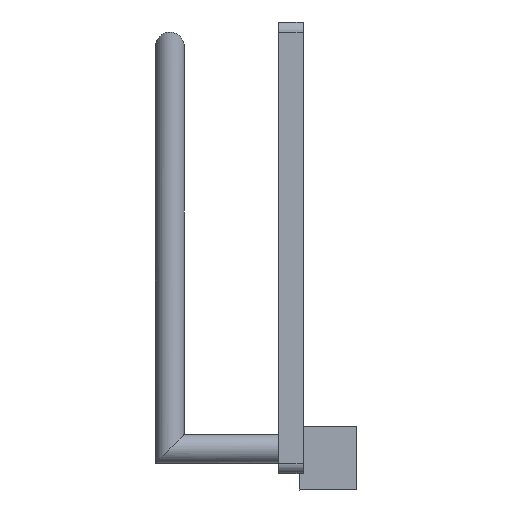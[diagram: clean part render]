
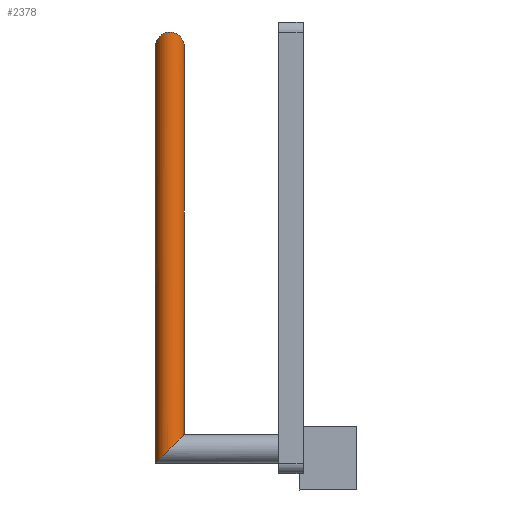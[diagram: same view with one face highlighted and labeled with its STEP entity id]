
A CAD part, left-side view. The second image highlights one B-rep face of the part: STEP entity #2378.
In plain terms, the highlighted cylindrical face has radius 3.505 mm (diameter 7.01 mm), a partial arc.
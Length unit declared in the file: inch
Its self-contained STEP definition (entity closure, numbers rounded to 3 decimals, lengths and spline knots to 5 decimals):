
#746=DIRECTION('',(0.,0.,1.));
#747=VECTOR('',#746,3.721);
#748=CARTESIAN_POINT('',(-5.764,1.43683,0.532));
#749=LINE('',#748,#747);
#766=CARTESIAN_POINT('',(-5.764,1.71283,0.256));
#767=CARTESIAN_POINT('',(-5.76886,1.71283,0.256));
#768=CARTESIAN_POINT('',(-5.77866,1.71231,0.25652));
#769=CARTESIAN_POINT('',(-5.79336,1.70994,0.25888));
#770=CARTESIAN_POINT('',(-5.80797,1.70594,0.26289));
#771=CARTESIAN_POINT('',(-5.82268,1.70007,0.26875));
#772=CARTESIAN_POINT('',(-5.8371,1.69228,0.27655));
#773=CARTESIAN_POINT('',(-5.85125,1.68223,0.28659));
#774=CARTESIAN_POINT('',(-5.86463,1.66987,0.29895));
#775=CARTESIAN_POINT('',(-5.87693,1.65496,0.31386));
#776=CARTESIAN_POINT('',(-5.88747,1.63761,0.33121));
#777=CARTESIAN_POINT('',(-5.89565,1.61804,0.35079));
#778=CARTESIAN_POINT('',(-5.9008,1.59692,0.3719));
#779=CARTESIAN_POINT('',(-5.902,1.58227,0.38655));
#780=CARTESIAN_POINT('',(-5.902,1.57483,0.394));
#782=DIRECTION('',(0.,0.,1.));
#783=VECTOR('',#782,3.997);
#784=CARTESIAN_POINT('',(-5.764,1.71283,0.256));
#785=LINE('',#784,#783);
#786=CARTESIAN_POINT('',(-5.902,1.57483,0.394));
#787=CARTESIAN_POINT('',(-5.902,1.56738,0.40145));
#788=CARTESIAN_POINT('',(-5.9008,1.55273,0.4161));
#789=CARTESIAN_POINT('',(-5.89565,1.53161,0.43721));
#790=CARTESIAN_POINT('',(-5.88747,1.51204,0.45679));
#791=CARTESIAN_POINT('',(-5.87693,1.49469,0.47414));
#792=CARTESIAN_POINT('',(-5.86463,1.47978,0.48905));
#793=CARTESIAN_POINT('',(-5.85125,1.46742,0.50141));
#794=CARTESIAN_POINT('',(-5.8371,1.45737,0.51145));
#795=CARTESIAN_POINT('',(-5.82268,1.44958,0.51925));
#796=CARTESIAN_POINT('',(-5.80797,1.44371,0.52511));
#797=CARTESIAN_POINT('',(-5.79336,1.43971,0.52912));
#798=CARTESIAN_POINT('',(-5.77866,1.43734,0.53148));
#799=CARTESIAN_POINT('',(-5.76886,1.43683,0.532));
#800=CARTESIAN_POINT('',(-5.764,1.43683,0.532));
#802=CARTESIAN_POINT('',(-5.764,1.71283,4.253));
#803=CARTESIAN_POINT('',(-5.77144,1.71283,4.26044));
#804=CARTESIAN_POINT('',(-5.78606,1.71163,4.27506));
#805=CARTESIAN_POINT('',(-5.80712,1.7065,4.29612));
#806=CARTESIAN_POINT('',(-5.82662,1.69838,4.31562));
#807=CARTESIAN_POINT('',(-5.84402,1.68784,4.33302));
#808=CARTESIAN_POINT('',(-5.85891,1.67559,4.34791));
#809=CARTESIAN_POINT('',(-5.8713,1.66221,4.3603));
#810=CARTESIAN_POINT('',(-5.88134,1.64811,4.37034));
#811=CARTESIAN_POINT('',(-5.88919,1.63363,4.37819));
#812=CARTESIAN_POINT('',(-5.89503,1.61904,4.38403));
#813=CARTESIAN_POINT('',(-5.89911,1.60425,4.38811));
#814=CARTESIAN_POINT('',(-5.90147,1.58963,4.39047));
#815=CARTESIAN_POINT('',(-5.90227,1.57483,4.39127));
#816=CARTESIAN_POINT('',(-5.90147,1.56003,4.39047));
#817=CARTESIAN_POINT('',(-5.89911,1.5454,4.38811));
#818=CARTESIAN_POINT('',(-5.89503,1.53061,4.38403));
#819=CARTESIAN_POINT('',(-5.88919,1.51602,4.37819));
#820=CARTESIAN_POINT('',(-5.88134,1.50154,4.37034));
#821=CARTESIAN_POINT('',(-5.8713,1.48745,4.3603));
#822=CARTESIAN_POINT('',(-5.85891,1.47406,4.34791));
#823=CARTESIAN_POINT('',(-5.84402,1.46181,4.33302));
#824=CARTESIAN_POINT('',(-5.82662,1.45127,4.31562));
#825=CARTESIAN_POINT('',(-5.80712,1.44315,4.29612));
#826=CARTESIAN_POINT('',(-5.78606,1.43802,4.27506));
#827=CARTESIAN_POINT('',(-5.77144,1.43683,4.26044));
#828=CARTESIAN_POINT('',(-5.764,1.43683,4.253));
#1310=VERTEX_POINT('',#802);
#1311=VERTEX_POINT('',#828);
#1312=CARTESIAN_POINT('',(-5.764,1.71283,0.256));
#1313=VERTEX_POINT('',#1312);
#1314=CARTESIAN_POINT('',(-5.764,1.43683,0.532));
#1315=VERTEX_POINT('',#1314);
#1316=VERTEX_POINT('',#780);
#2365=CARTESIAN_POINT('',(-5.764,1.57483,0.394));
#2366=DIRECTION('',(0.,0.,1.));
#2367=DIRECTION('',(0.,1.,0.));
#2368=AXIS2_PLACEMENT_3D('',#2365,#2366,#2367);
#2369=CYLINDRICAL_SURFACE('',#2368,0.138);
#2370=ORIENTED_EDGE('',*,*,#2325,.F.);
#2371=ORIENTED_EDGE('',*,*,#2359,.T.);
#2373=ORIENTED_EDGE('',*,*,#2372,.T.);
#2374=ORIENTED_EDGE('',*,*,#2355,.F.);
#2375=ORIENTED_EDGE('',*,*,#2327,.F.);
#2376=EDGE_LOOP('',(#2370,#2371,#2373,#2374,#2375));
#2377=FACE_OUTER_BOUND('',#2376,.F.);
#2378=ADVANCED_FACE('',(#2377),#2369,.T.);
#781=B_SPLINE_CURVE_WITH_KNOTS('',3,(#766,#767,#768,#769,#770,#771,#772,#773,
#774,#775,#776,#777,#778,#779,#780),.UNSPECIFIED.,.F.,.F.,(4,1,1,1,1,1,1,1,1,1,
1,1,4),(0.,0.08333,0.16667,0.25,0.33333,
0.41667,0.5,0.58333,0.66667,0.75,
0.83333,0.91667,1.),.UNSPECIFIED.);
#801=B_SPLINE_CURVE_WITH_KNOTS('',3,(#786,#787,#788,#789,#790,#791,#792,#793,
#794,#795,#796,#797,#798,#799,#800),.UNSPECIFIED.,.F.,.F.,(4,1,1,1,1,1,1,1,1,1,
1,1,4),(0.,0.08333,0.16667,0.25,0.33333,
0.41667,0.5,0.58333,0.66667,0.75,
0.83333,0.91667,1.),.UNSPECIFIED.);
#829=B_SPLINE_CURVE_WITH_KNOTS('',3,(#802,#803,#804,#805,#806,#807,#808,#809,
#810,#811,#812,#813,#814,#815,#816,#817,#818,#819,#820,#821,#822,#823,#824,#825,
#826,#827,#828),.UNSPECIFIED.,.F.,.F.,(4,1,1,1,1,1,1,1,1,1,1,1,1,1,1,1,1,1,1,1,
1,1,1,1,4),(0.,0.04167,0.08333,0.125,0.16667,
0.20833,0.25,0.29167,0.33333,0.375,
0.41667,0.45833,0.5,0.54167,0.58333,
0.625,0.66667,0.70833,0.75,0.79167,
0.83333,0.875,0.91667,0.95833,1.),
.UNSPECIFIED.);
#2325=EDGE_CURVE('',#1313,#1316,#781,.T.);
#2327=EDGE_CURVE('',#1316,#1315,#801,.T.);
#2355=EDGE_CURVE('',#1315,#1311,#749,.T.);
#2359=EDGE_CURVE('',#1313,#1310,#785,.T.);
#2372=EDGE_CURVE('',#1310,#1311,#829,.T.);
